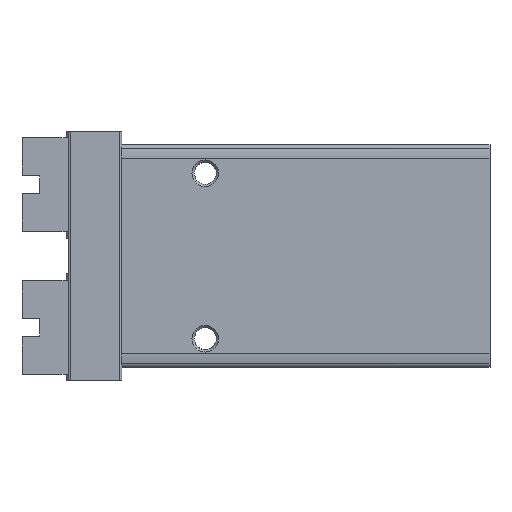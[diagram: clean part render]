
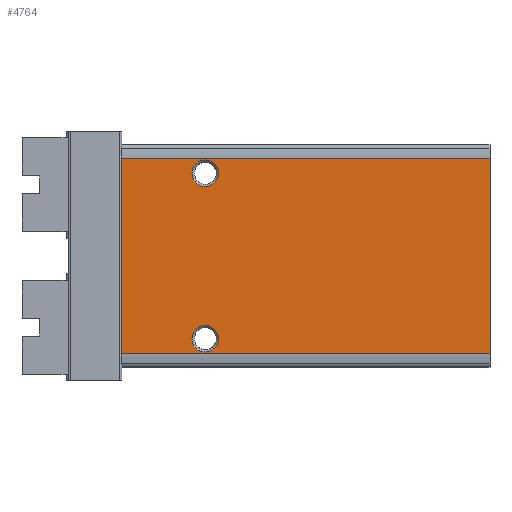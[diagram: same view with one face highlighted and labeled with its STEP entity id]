
A CAD part, left-side view. The second image highlights one B-rep face of the part: STEP entity #4764.
In plain terms, the highlighted face is planar.
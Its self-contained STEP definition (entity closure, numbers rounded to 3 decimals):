
#193=LINE('',#7370,#601);
#194=LINE('',#7378,#602);
#195=LINE('',#7380,#603);
#196=LINE('',#7382,#604);
#601=VECTOR('',#5792,1000.);
#602=VECTOR('',#5801,1000.);
#603=VECTOR('',#5802,1000.);
#604=VECTOR('',#5803,1000.);
#1050=ORIENTED_EDGE('',*,*,#2413,.F.);
#1051=ORIENTED_EDGE('',*,*,#2414,.F.);
#1052=ORIENTED_EDGE('',*,*,#2415,.T.);
#1053=ORIENTED_EDGE('',*,*,#2416,.F.);
#1054=ORIENTED_EDGE('',*,*,#2417,.F.);
#1055=ORIENTED_EDGE('',*,*,#2411,.T.);
#2411=EDGE_CURVE('',#3091,#3090,#193,.T.);
#2413=EDGE_CURVE('',#3092,#3092,#3545,.T.);
#2414=EDGE_CURVE('',#3093,#3093,#3546,.T.);
#2415=EDGE_CURVE('',#3090,#3094,#194,.T.);
#2416=EDGE_CURVE('',#3095,#3094,#195,.T.);
#2417=EDGE_CURVE('',#3091,#3095,#196,.T.);
#3090=VERTEX_POINT('',#7369);
#3091=VERTEX_POINT('',#7371);
#3092=VERTEX_POINT('',#7375);
#3093=VERTEX_POINT('',#7377);
#3094=VERTEX_POINT('',#7379);
#3095=VERTEX_POINT('',#7381);
#3545=CIRCLE('',#5139,1.5);
#3546=CIRCLE('',#5140,1.5);
#3805=EDGE_LOOP('',(#1050));
#3806=EDGE_LOOP('',(#1051));
#3807=EDGE_LOOP('',(#1052,#1053,#1054,#1055));
#4201=FACE_BOUND('',#3805,.T.);
#4202=FACE_BOUND('',#3806,.T.);
#4203=FACE_BOUND('',#3807,.T.);
#4588=PLANE('',#5138);
#4764=ADVANCED_FACE('',(#4201,#4202,#4203),#4588,.F.);
#5138=AXIS2_PLACEMENT_3D('',#7373,#5795,#5796);
#5139=AXIS2_PLACEMENT_3D('',#7374,#5797,#5798);
#5140=AXIS2_PLACEMENT_3D('',#7376,#5799,#5800);
#5792=DIRECTION('',(0.,-1.,0.));
#5795=DIRECTION('',(0.,0.,-1.));
#5796=DIRECTION('',(-1.,0.,0.));
#5797=DIRECTION('',(0.,0.,1.));
#5798=DIRECTION('',(1.,0.,0.));
#5799=DIRECTION('',(0.,0.,1.));
#5800=DIRECTION('',(1.,0.,0.));
#5801=DIRECTION('',(1.,0.,0.));
#5802=DIRECTION('',(0.,-1.,0.));
#5803=DIRECTION('',(1.,0.,0.));
#7369=CARTESIAN_POINT('',(-11.,0.,8.));
#7370=CARTESIAN_POINT('',(-11.,41.4,8.));
#7371=CARTESIAN_POINT('',(-11.,41.4,8.));
#7373=CARTESIAN_POINT('',(-11.,41.4,8.));
#7374=CARTESIAN_POINT('',(-9.3,32.,8.));
#7375=CARTESIAN_POINT('',(-7.8,32.,8.));
#7376=CARTESIAN_POINT('',(9.3,32.,8.));
#7377=CARTESIAN_POINT('',(10.8,32.,8.));
#7378=CARTESIAN_POINT('',(-11.,0.,8.));
#7379=CARTESIAN_POINT('',(11.,0.,8.));
#7380=CARTESIAN_POINT('',(11.,41.4,8.));
#7381=CARTESIAN_POINT('',(11.,41.4,8.));
#7382=CARTESIAN_POINT('',(-11.,41.4,8.));
